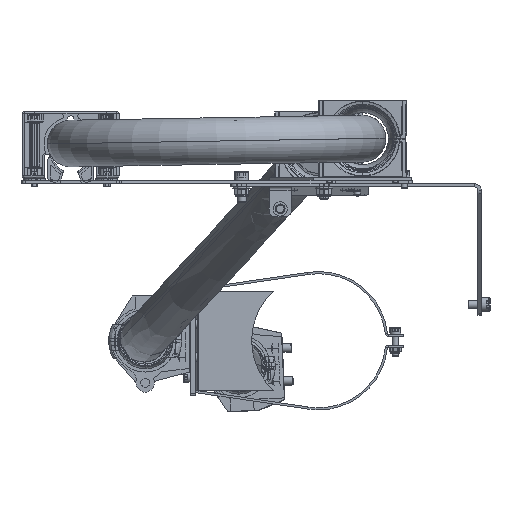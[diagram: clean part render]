
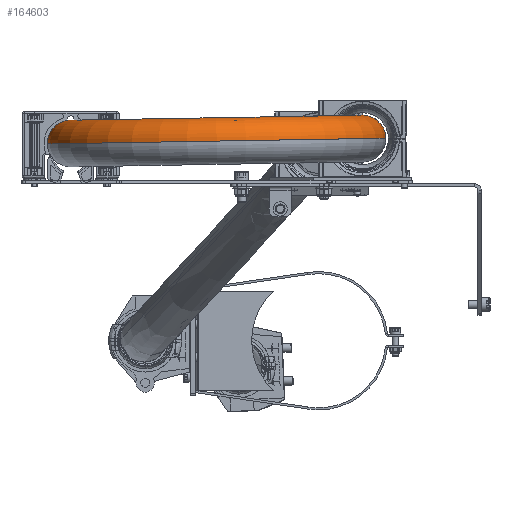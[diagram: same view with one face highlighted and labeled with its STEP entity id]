
A CAD part, left-side view. The second image highlights one B-rep face of the part: STEP entity #164603.
In plain terms, the highlighted toroidal (fillet/blend) face has major radius 132.867 mm and minor radius 21.25 mm.
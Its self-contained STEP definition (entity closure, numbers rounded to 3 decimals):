
#5366 = EDGE_LOOP ( 'NONE', ( #98444, #205798, #141382, #31657, #142655, #190007 ) ) ;
#8551 = DIRECTION ( 'NONE',  ( 0., -0.999, 0.034 ) ) ;
#8586 = DIRECTION ( 'NONE',  ( 0., -1., 0.017 ) ) ;
#8778 = EDGE_CURVE ( 'NONE', #188557, #171523, #99634, .T. ) ;
#16839 = VERTEX_POINT ( 'NONE', #160794 ) ;
#16862 = CIRCLE ( 'NONE', #206781, 21.25 ) ;
#28724 = CIRCLE ( 'NONE', #87361, 21.25 ) ;
#29530 = DIRECTION ( 'NONE',  ( 0., 1., 0. ) ) ;
#31657 = ORIENTED_EDGE ( 'NONE', *, *, #48919, .T. ) ;
#37363 = EDGE_CURVE ( 'NONE', #171523, #16839, #116225, .T. ) ;
#40643 = CIRCLE ( 'NONE', #82136, 21.25 ) ;
#41065 = DIRECTION ( 'NONE',  ( -1., 0., 0. ) ) ;
#42249 = CARTESIAN_POINT ( 'NONE',  ( -222.298, 229.631, 1968.431 ) ) ;
#48919 = EDGE_CURVE ( 'NONE', #85843, #16839, #40643, .T. ) ;
#61329 = CARTESIAN_POINT ( 'NONE',  ( -222.298, 118.03, 1970.321 ) ) ;
#61414 = CARTESIAN_POINT ( 'NONE',  ( -222.298, -36.065, 1972.931 ) ) ;
#62392 = EDGE_CURVE ( 'NONE', #91783, #204308, #80877, .T. ) ;
#62979 = DIRECTION ( 'NONE',  ( 1., 0., 0. ) ) ;
#64484 = AXIS2_PLACEMENT_3D ( 'NONE', #61329, #107918, #8586 ) ;
#68571 = CARTESIAN_POINT ( 'NONE',  ( -222.298, 272.125, 1967.711 ) ) ;
#73477 = CARTESIAN_POINT ( 'NONE',  ( -222.298, -14.818, 1972.571 ) ) ;
#80877 = CIRCLE ( 'NONE', #111942, 154.117 ) ;
#82136 = AXIS2_PLACEMENT_3D ( 'NONE', #73477, #41065, #205393 ) ;
#85843 = VERTEX_POINT ( 'NONE', #126126 ) ;
#87361 = AXIS2_PLACEMENT_3D ( 'NONE', #95674, #194006, #211326 ) ;
#91783 = VERTEX_POINT ( 'NONE', #68571 ) ;
#95090 = DIRECTION ( 'NONE',  ( 0., 0.017, 1. ) ) ;
#95674 = CARTESIAN_POINT ( 'NONE',  ( -222.298, 250.878, 1968.071 ) ) ;
#98266 = CARTESIAN_POINT ( 'NONE',  ( -222.298, 118.03, 1970.321 ) ) ;
#98444 = ORIENTED_EDGE ( 'NONE', *, *, #106762, .F. ) ;
#99634 = CIRCLE ( 'NONE', #171936, 21.25 ) ;
#106762 = EDGE_CURVE ( 'NONE', #91783, #188557, #28724, .T. ) ;
#107918 = DIRECTION ( 'NONE',  ( 0., 0.017, 1. ) ) ;
#108605 = AXIS2_PLACEMENT_3D ( 'NONE', #98266, #95090, #114431 ) ;
#111942 = AXIS2_PLACEMENT_3D ( 'NONE', #126207, #191094, #193159 ) ;
#114431 = DIRECTION ( 'NONE',  ( 0., -1., 0.017 ) ) ;
#116225 = CIRCLE ( 'NONE', #64484, 111.617 ) ;
#124058 = DIRECTION ( 'NONE',  ( -1., 0., 0. ) ) ;
#125141 = EDGE_CURVE ( 'NONE', #204308, #85843, #16862, .T. ) ;
#125345 = FACE_OUTER_BOUND ( 'NONE', #5366, .T. ) ;
#125876 = TOROIDAL_SURFACE ( 'NONE', #108605, 132.867, 21.25 ) ;
#126126 = CARTESIAN_POINT ( 'NONE',  ( -222.298, -14.818, 1993.821 ) ) ;
#126207 = CARTESIAN_POINT ( 'NONE',  ( -222.298, 118.03, 1970.321 ) ) ;
#126227 = CARTESIAN_POINT ( 'NONE',  ( -222.298, -14.818, 1972.571 ) ) ;
#141382 = ORIENTED_EDGE ( 'NONE', *, *, #125141, .T. ) ;
#142655 = ORIENTED_EDGE ( 'NONE', *, *, #37363, .F. ) ;
#160794 = CARTESIAN_POINT ( 'NONE',  ( -222.298, 6.429, 1972.211 ) ) ;
#164603 = ADVANCED_FACE ( 'NONE', ( #125345 ), #125876, .T. ) ;
#171523 = VERTEX_POINT ( 'NONE', #42249 ) ;
#171936 = AXIS2_PLACEMENT_3D ( 'NONE', #198037, #62979, #29530 ) ;
#188557 = VERTEX_POINT ( 'NONE', #189945 ) ;
#189945 = CARTESIAN_POINT ( 'NONE',  ( -222.298, 272.128, 1968.071 ) ) ;
#190007 = ORIENTED_EDGE ( 'NONE', *, *, #8778, .F. ) ;
#191094 = DIRECTION ( 'NONE',  ( 0., 0.017, 1. ) ) ;
#193159 = DIRECTION ( 'NONE',  ( 0., -1., 0.017 ) ) ;
#194006 = DIRECTION ( 'NONE',  ( 1., 0., 0. ) ) ;
#198037 = CARTESIAN_POINT ( 'NONE',  ( -222.298, 250.878, 1968.071 ) ) ;
#204308 = VERTEX_POINT ( 'NONE', #61414 ) ;
#205393 = DIRECTION ( 'NONE',  ( 0., -0.999, 0.034 ) ) ;
#205798 = ORIENTED_EDGE ( 'NONE', *, *, #62392, .T. ) ;
#206781 = AXIS2_PLACEMENT_3D ( 'NONE', #126227, #124058, #8551 ) ;
#211326 = DIRECTION ( 'NONE',  ( 0., 1., 0. ) ) ;
